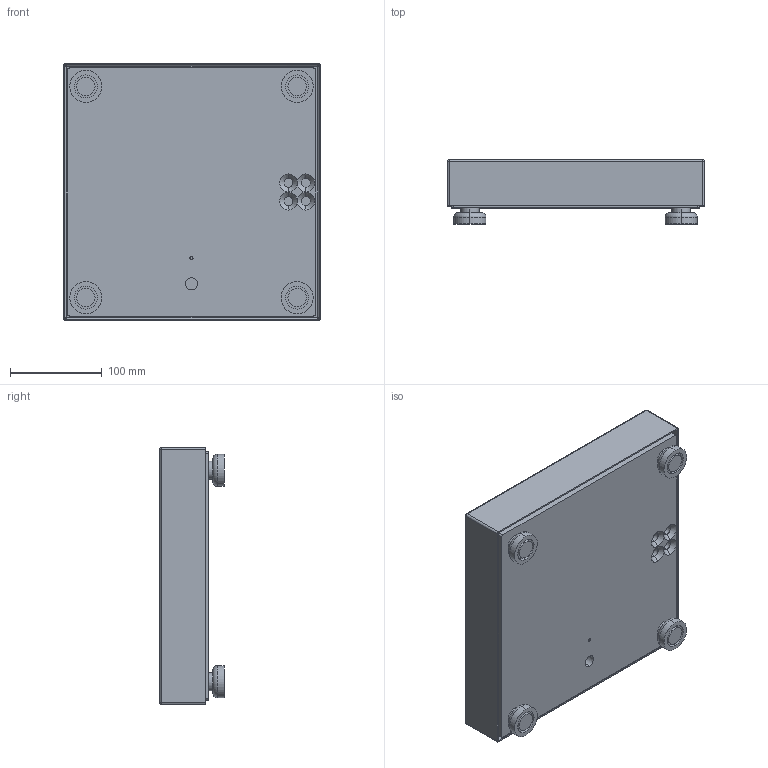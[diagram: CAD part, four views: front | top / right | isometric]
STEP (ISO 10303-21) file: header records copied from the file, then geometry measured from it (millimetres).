
FILE_DESCRIPTION (( 'STEP AP214' ), '1' );
FILE_NAME ('ASX-280x280x70²Õ¦X¥ó.STEP', '2023-03-25T06:54:08', ( '' ), ( '' ), 'SwSTEP 2.0', 'SolidWorks 2022', '' );
FILE_SCHEMA (( 'AUTOMOTIVE_DESIGN' ));
Length unit declared in the file: millimetre
Products named in the file (5): M8腳座; ASX-270x270下板; ASX-280x280x70組合件; ASX-280x280上蓋; ASX-274x274上板
Assembly tree (7 placements, depth 2):
  ASX-280x280x70組合件
    ASX-270x270下板
    ASX-274x274上板
    M8腳座  x4
    ASX-280x280上蓋
Bounding box: 280 x 70 x 280 mm (x, y, z)
Volume: 1717241 mm3; surface area: 600345.4 mm2
Topology: 7 solids, 7 shells, 171 faces, 392 edges, 240 vertices
Faces by surface type: cylinder 92, plane 47, cone 16, torus 8, sphere 4, bspline 4
Entity records: 4045 total; most frequent: CARTESIAN_POINT 743, DIRECTION 660, ORIENTED_EDGE 564, EDGE_CURVE 282, AXIS2_PLACEMENT_3D 267, VERTEX_POINT 174, EDGE_LOOP 146, CIRCLE 144
